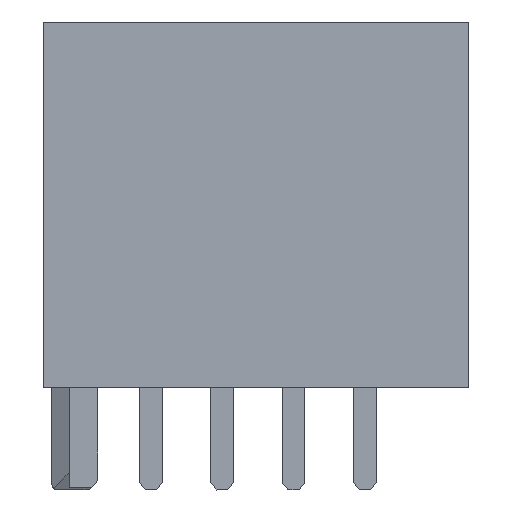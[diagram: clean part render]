
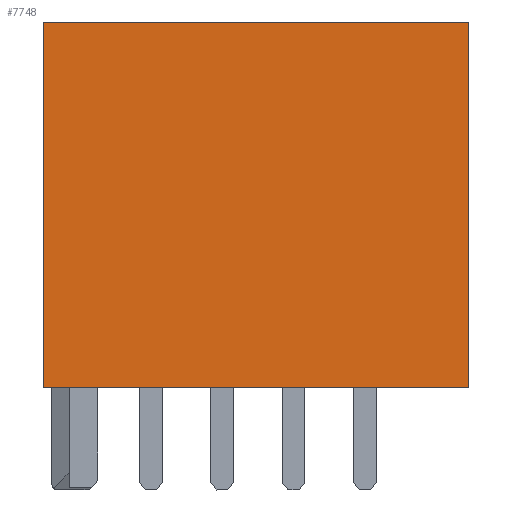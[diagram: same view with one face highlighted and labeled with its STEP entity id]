
A CAD part, left-side view. The second image highlights one B-rep face of the part: STEP entity #7748.
In plain terms, the highlighted face is planar.
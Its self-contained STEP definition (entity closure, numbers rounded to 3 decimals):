
#748=ORIENTED_EDGE('',*,*,#2924,.F.);
#749=ORIENTED_EDGE('',*,*,#2512,.F.);
#750=ORIENTED_EDGE('',*,*,#2925,.F.);
#751=ORIENTED_EDGE('',*,*,#2926,.F.);
#2512=EDGE_CURVE('',#3659,#3660,#4400,.T.);
#2924=EDGE_CURVE('',#3660,#3974,#4806,.T.);
#2925=EDGE_CURVE('',#3975,#3659,#4807,.T.);
#2926=EDGE_CURVE('',#3974,#3975,#4808,.T.);
#3659=VERTEX_POINT('',#10750);
#3660=VERTEX_POINT('',#10752);
#3974=VERTEX_POINT('',#11535);
#3975=VERTEX_POINT('',#11537);
#4400=LINE('',#10751,#5504);
#4806=LINE('',#11534,#5910);
#4807=LINE('',#11536,#5911);
#4808=LINE('',#11538,#5912);
#5504=VECTOR('',#8667,1000.);
#5910=VECTOR('',#9199,1000.);
#5911=VECTOR('',#9200,1000.);
#5912=VECTOR('',#9201,1000.);
#6574=EDGE_LOOP('',(#748,#749,#750,#751));
#6982=FACE_BOUND('',#6574,.T.);
#7379=PLANE('',#8171);
#7748=ADVANCED_FACE('',(#6982),#7379,.F.);
#8171=AXIS2_PLACEMENT_3D('',#11533,#9197,#9198);
#8667=DIRECTION('',(1.,0.,0.));
#9197=DIRECTION('',(0.,1.,0.));
#9198=DIRECTION('',(0.,0.,1.));
#9199=DIRECTION('',(0.,0.,-1.));
#9200=DIRECTION('',(0.,0.,1.));
#9201=DIRECTION('',(-1.,0.,0.));
#10750=CARTESIAN_POINT('',(-7.45,0.,6.4));
#10751=CARTESIAN_POINT('',(-7.45,0.,6.4));
#10752=CARTESIAN_POINT('',(7.45,0.,6.4));
#11533=CARTESIAN_POINT('',(0.,0.,0.));
#11534=CARTESIAN_POINT('',(7.45,0.,6.4));
#11535=CARTESIAN_POINT('',(7.45,0.,-6.4));
#11536=CARTESIAN_POINT('',(-7.45,0.,-6.4));
#11537=CARTESIAN_POINT('',(-7.45,0.,-6.4));
#11538=CARTESIAN_POINT('',(7.45,0.,-6.4));
